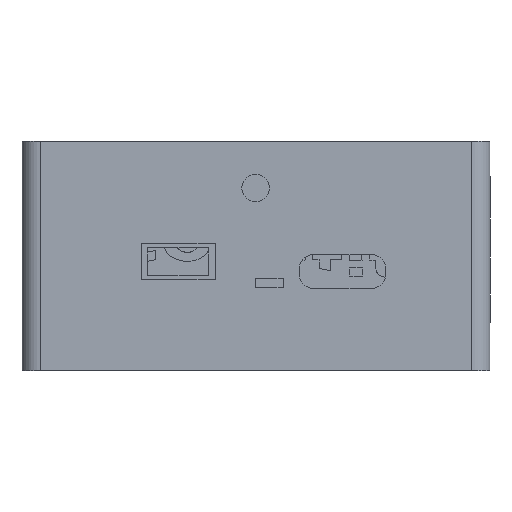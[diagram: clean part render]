
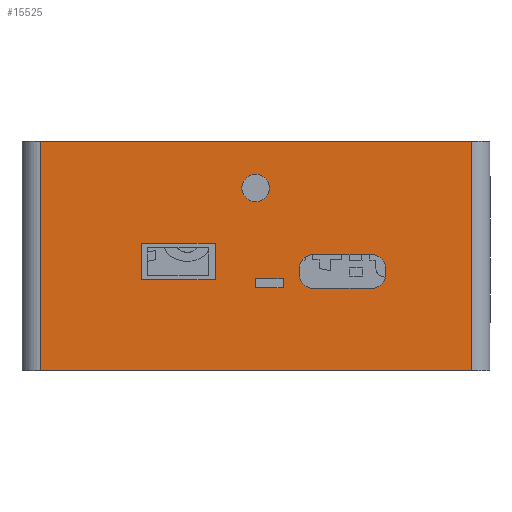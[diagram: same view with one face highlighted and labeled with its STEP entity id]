
A CAD part, front view. The second image highlights one B-rep face of the part: STEP entity #15525.
In plain terms, the highlighted face is planar.
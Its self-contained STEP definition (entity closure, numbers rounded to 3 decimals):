
#162=FACE_BOUND('',#1996,.T.);
#163=FACE_BOUND('',#1997,.T.);
#164=FACE_BOUND('',#1998,.T.);
#165=FACE_BOUND('',#1999,.T.);
#268=CIRCLE('',#16544,1.5);
#352=CIRCLE('',#16670,1.5);
#353=CIRCLE('',#16671,1.5);
#354=CIRCLE('',#16672,1.5);
#355=CIRCLE('',#16673,1.5);
#691=PLANE('',#16669);
#1043=FACE_OUTER_BOUND('',#1995,.T.);
#1995=EDGE_LOOP('',(#11110,#11111,#11112,#11113));
#1996=EDGE_LOOP('',(#11114));
#1997=EDGE_LOOP('',(#11115,#11116,#11117,#11118));
#1998=EDGE_LOOP('',(#11119,#11120,#11121,#11122,#11123,#11124,#11125,#11126));
#1999=EDGE_LOOP('',(#11127,#11128,#11129,#11130));
#2859=LINE('',#20254,#4142);
#2863=LINE('',#20268,#4146);
#2903=LINE('',#20397,#4186);
#3177=LINE('',#22377,#4460);
#3178=LINE('',#22380,#4461);
#3179=LINE('',#22382,#4462);
#3180=LINE('',#22384,#4463);
#3181=LINE('',#22385,#4464);
#3182=LINE('',#22388,#4465);
#3183=LINE('',#22392,#4466);
#3184=LINE('',#22396,#4467);
#3185=LINE('',#22400,#4468);
#3186=LINE('',#22404,#4469);
#3187=LINE('',#22406,#4470);
#3188=LINE('',#22408,#4471);
#3189=LINE('',#22409,#4472);
#4142=VECTOR('',#17238,10.);
#4146=VECTOR('',#17250,10.);
#4186=VECTOR('',#17344,10.);
#4460=VECTOR('',#17966,10.);
#4461=VECTOR('',#17967,10.);
#4462=VECTOR('',#17968,10.);
#4463=VECTOR('',#17969,10.);
#4464=VECTOR('',#17970,10.);
#4465=VECTOR('',#17971,10.);
#4466=VECTOR('',#17974,10.);
#4467=VECTOR('',#17977,10.);
#4468=VECTOR('',#17980,10.);
#4469=VECTOR('',#17983,10.);
#4470=VECTOR('',#17984,10.);
#4471=VECTOR('',#17985,10.);
#4472=VECTOR('',#17986,10.);
#6276=VERTEX_POINT('',#20247);
#6279=VERTEX_POINT('',#20252);
#6285=VERTEX_POINT('',#20266);
#6347=VERTEX_POINT('',#20395);
#6671=VERTEX_POINT('',#21866);
#6885=VERTEX_POINT('',#22378);
#6886=VERTEX_POINT('',#22379);
#6887=VERTEX_POINT('',#22381);
#6888=VERTEX_POINT('',#22383);
#6889=VERTEX_POINT('',#22386);
#6890=VERTEX_POINT('',#22387);
#6891=VERTEX_POINT('',#22389);
#6892=VERTEX_POINT('',#22391);
#6893=VERTEX_POINT('',#22393);
#6894=VERTEX_POINT('',#22395);
#6895=VERTEX_POINT('',#22397);
#6896=VERTEX_POINT('',#22399);
#6897=VERTEX_POINT('',#22402);
#6898=VERTEX_POINT('',#22403);
#6899=VERTEX_POINT('',#22405);
#6900=VERTEX_POINT('',#22407);
#7889=EDGE_CURVE('',#6279,#6276,#2859,.T.);
#7896=EDGE_CURVE('',#6285,#6279,#2863,.T.);
#7960=EDGE_CURVE('',#6347,#6285,#2903,.T.);
#8296=EDGE_CURVE('',#6671,#6671,#268,.T.);
#8551=EDGE_CURVE('',#6347,#6276,#3177,.T.);
#8552=EDGE_CURVE('',#6885,#6886,#3178,.T.);
#8553=EDGE_CURVE('',#6886,#6887,#3179,.T.);
#8554=EDGE_CURVE('',#6887,#6888,#3180,.T.);
#8555=EDGE_CURVE('',#6888,#6885,#3181,.T.);
#8556=EDGE_CURVE('',#6889,#6890,#3182,.T.);
#8557=EDGE_CURVE('',#6890,#6891,#352,.T.);
#8558=EDGE_CURVE('',#6891,#6892,#3183,.T.);
#8559=EDGE_CURVE('',#6892,#6893,#353,.T.);
#8560=EDGE_CURVE('',#6893,#6894,#3184,.T.);
#8561=EDGE_CURVE('',#6894,#6895,#354,.T.);
#8562=EDGE_CURVE('',#6895,#6896,#3185,.T.);
#8563=EDGE_CURVE('',#6896,#6889,#355,.T.);
#8564=EDGE_CURVE('',#6897,#6898,#3186,.T.);
#8565=EDGE_CURVE('',#6898,#6899,#3187,.T.);
#8566=EDGE_CURVE('',#6899,#6900,#3188,.T.);
#8567=EDGE_CURVE('',#6900,#6897,#3189,.T.);
#11110=ORIENTED_EDGE('',*,*,#7889,.F.);
#11111=ORIENTED_EDGE('',*,*,#7896,.F.);
#11112=ORIENTED_EDGE('',*,*,#7960,.F.);
#11113=ORIENTED_EDGE('',*,*,#8551,.T.);
#11114=ORIENTED_EDGE('',*,*,#8296,.T.);
#11115=ORIENTED_EDGE('',*,*,#8552,.T.);
#11116=ORIENTED_EDGE('',*,*,#8553,.T.);
#11117=ORIENTED_EDGE('',*,*,#8554,.T.);
#11118=ORIENTED_EDGE('',*,*,#8555,.T.);
#11119=ORIENTED_EDGE('',*,*,#8556,.T.);
#11120=ORIENTED_EDGE('',*,*,#8557,.T.);
#11121=ORIENTED_EDGE('',*,*,#8558,.T.);
#11122=ORIENTED_EDGE('',*,*,#8559,.T.);
#11123=ORIENTED_EDGE('',*,*,#8560,.T.);
#11124=ORIENTED_EDGE('',*,*,#8561,.T.);
#11125=ORIENTED_EDGE('',*,*,#8562,.T.);
#11126=ORIENTED_EDGE('',*,*,#8563,.T.);
#11127=ORIENTED_EDGE('',*,*,#8564,.T.);
#11128=ORIENTED_EDGE('',*,*,#8565,.T.);
#11129=ORIENTED_EDGE('',*,*,#8566,.T.);
#11130=ORIENTED_EDGE('',*,*,#8567,.T.);
#15525=ADVANCED_FACE('',(#1043,#162,#163,#164,#165),#691,.T.);
#16544=AXIS2_PLACEMENT_3D('',#21867,#17543,#17544);
#16669=AXIS2_PLACEMENT_3D('',#22376,#17964,#17965);
#16670=AXIS2_PLACEMENT_3D('',#22390,#17972,#17973);
#16671=AXIS2_PLACEMENT_3D('',#22394,#17975,#17976);
#16672=AXIS2_PLACEMENT_3D('',#22398,#17978,#17979);
#16673=AXIS2_PLACEMENT_3D('',#22401,#17981,#17982);
#17238=DIRECTION('',(0.,0.,1.));
#17250=DIRECTION('',(1.,0.,0.));
#17344=DIRECTION('',(0.,0.,-1.));
#17543=DIRECTION('center_axis',(0.,-1.,0.));
#17544=DIRECTION('ref_axis',(1.,0.,0.));
#17964=DIRECTION('center_axis',(0.,1.,0.));
#17965=DIRECTION('ref_axis',(1.,0.,0.));
#17966=DIRECTION('',(1.,0.,0.));
#17967=DIRECTION('',(0.,0.,-1.));
#17968=DIRECTION('',(1.,0.,0.));
#17969=DIRECTION('',(0.,0.,1.));
#17970=DIRECTION('',(-1.,0.,0.));
#17971=DIRECTION('',(-1.,0.,0.));
#17972=DIRECTION('center_axis',(0.,-1.,0.));
#17973=DIRECTION('ref_axis',(-1.,0.,0.));
#17974=DIRECTION('',(0.,0.,-1.));
#17975=DIRECTION('center_axis',(0.,-1.,0.));
#17976=DIRECTION('ref_axis',(0.,0.,-1.));
#17977=DIRECTION('',(1.,0.,0.));
#17978=DIRECTION('center_axis',(0.,-1.,0.));
#17979=DIRECTION('ref_axis',(1.,0.,0.));
#17980=DIRECTION('',(0.,0.,1.));
#17981=DIRECTION('center_axis',(0.,-1.,0.));
#17982=DIRECTION('ref_axis',(0.,0.,1.));
#17983=DIRECTION('',(1.,0.,0.));
#17984=DIRECTION('',(0.,0.,1.));
#17985=DIRECTION('',(-1.,0.,0.));
#17986=DIRECTION('',(0.,0.,-1.));
#20247=CARTESIAN_POINT('',(32.12,64.65,2.));
#20252=CARTESIAN_POINT('',(32.12,64.65,-23.));
#20254=CARTESIAN_POINT('',(32.12,64.65,0.));
#20266=CARTESIAN_POINT('',(-14.88,64.65,-23.));
#20268=CARTESIAN_POINT('',(34.12,64.65,-23.));
#20395=CARTESIAN_POINT('',(-14.88,64.65,2.));
#20397=CARTESIAN_POINT('',(-14.88,64.65,0.));
#21866=CARTESIAN_POINT('',(7.078,64.65,-17.916));
#21867=CARTESIAN_POINT('Origin',(8.578,64.65,-17.916));
#22376=CARTESIAN_POINT('Origin',(-16.88,64.65,0.));
#22377=CARTESIAN_POINT('',(21.37,64.65,2.));
#22378=CARTESIAN_POINT('',(8.575,64.65,-7.034));
#22379=CARTESIAN_POINT('',(8.575,64.65,-8.034));
#22380=CARTESIAN_POINT('',(8.575,64.65,-4.017));
#22381=CARTESIAN_POINT('',(11.575,64.65,-8.034));
#22382=CARTESIAN_POINT('',(-2.652,64.65,-8.034));
#22383=CARTESIAN_POINT('',(11.575,64.65,-7.034));
#22384=CARTESIAN_POINT('',(11.575,64.65,-3.517));
#22385=CARTESIAN_POINT('',(-4.152,64.65,-7.034));
#22386=CARTESIAN_POINT('',(21.265,64.65,-6.984));
#22387=CARTESIAN_POINT('',(14.825,64.65,-6.984));
#22388=CARTESIAN_POINT('',(2.193,64.65,-6.984));
#22389=CARTESIAN_POINT('',(13.325,64.65,-8.484));
#22390=CARTESIAN_POINT('Origin',(14.825,64.65,-8.484));
#22391=CARTESIAN_POINT('',(13.325,64.65,-9.144));
#22392=CARTESIAN_POINT('',(13.325,64.65,-4.242));
#22393=CARTESIAN_POINT('',(14.825,64.65,-10.644));
#22394=CARTESIAN_POINT('Origin',(14.825,64.65,-9.144));
#22395=CARTESIAN_POINT('',(21.265,64.65,-10.644));
#22396=CARTESIAN_POINT('',(-1.027,64.65,-10.644));
#22397=CARTESIAN_POINT('',(22.765,64.65,-9.144));
#22398=CARTESIAN_POINT('Origin',(21.265,64.65,-9.144));
#22399=CARTESIAN_POINT('',(22.765,64.65,-8.484));
#22400=CARTESIAN_POINT('',(22.765,64.65,-4.572));
#22401=CARTESIAN_POINT('Origin',(21.265,64.65,-8.484));
#22402=CARTESIAN_POINT('',(-3.837,64.65,-11.911));
#22403=CARTESIAN_POINT('',(4.163,64.65,-11.911));
#22404=CARTESIAN_POINT('',(-10.358,64.65,-11.911));
#22405=CARTESIAN_POINT('',(4.163,64.65,-7.911));
#22406=CARTESIAN_POINT('',(4.163,64.65,-5.956));
#22407=CARTESIAN_POINT('',(-3.837,64.65,-7.911));
#22408=CARTESIAN_POINT('',(-6.358,64.65,-7.911));
#22409=CARTESIAN_POINT('',(-3.837,64.65,-3.956));
